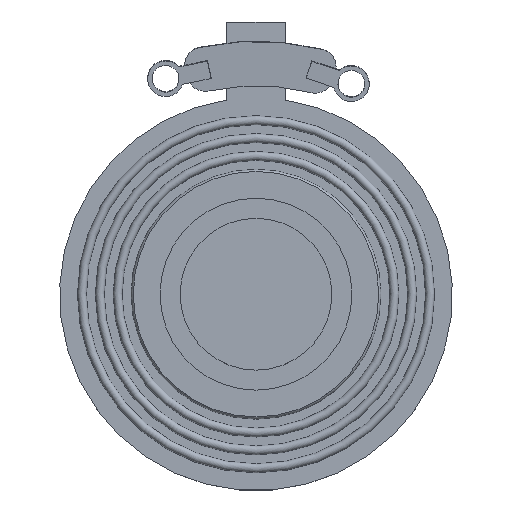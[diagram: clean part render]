
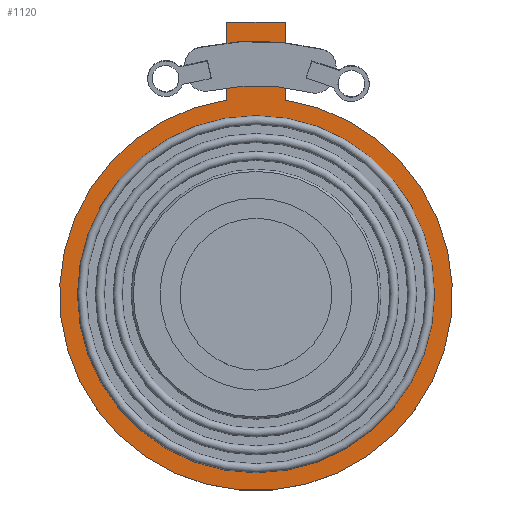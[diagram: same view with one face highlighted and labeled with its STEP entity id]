
A CAD part, top view. The second image highlights one B-rep face of the part: STEP entity #1120.
In plain terms, the highlighted planar face has unit normal (0, 0, 1).
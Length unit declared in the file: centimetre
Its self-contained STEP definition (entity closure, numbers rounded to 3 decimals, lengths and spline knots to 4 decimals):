
#572=CIRCLE('',#1179,2.);
#575=CIRCLE('',#1187,2.2);
#611=VERTEX_POINT('',#1433);
#613=VERTEX_POINT('',#1437);
#614=VERTEX_POINT('',#1441);
#616=VERTEX_POINT('',#1444);
#638=VERTEX_POINT('',#1508);
#670=VECTOR('',#1239,1.);
#672=VECTOR('',#1242,1.);
#675=VECTOR('',#1246,1.);
#702=LINE('',#1438,#670);
#704=LINE('',#1443,#672);
#707=LINE('',#1449,#675);
#734=EDGE_CURVE('',#613,#611,#702,.T.);
#736=EDGE_CURVE('',#614,#616,#704,.T.);
#739=EDGE_CURVE('',#616,#613,#707,.T.);
#761=EDGE_CURVE('',#638,#638,#572,.T.);
#764=EDGE_CURVE('',#611,#614,#575,.T.);
#866=ORIENTED_EDGE('',*,*,#761,.T.);
#867=ORIENTED_EDGE('',*,*,#764,.F.);
#868=ORIENTED_EDGE('',*,*,#734,.F.);
#869=ORIENTED_EDGE('',*,*,#739,.F.);
#870=ORIENTED_EDGE('',*,*,#736,.F.);
#997=EDGE_LOOP('',(#866));
#998=EDGE_LOOP('',(#867,#868,#869,#870));
#1069=FACE_BOUND('',#997,.T.);
#1070=FACE_BOUND('',#998,.T.);
#1120=ADVANCED_FACE('',(#1069,#1070),#1626,.T.);
#1179=AXIS2_PLACEMENT_3D('',#1507,#1311,#1312);
#1187=AXIS2_PLACEMENT_3D('',#1517,#1323,#1324);
#1188=AXIS2_PLACEMENT_3D('',#1518,#1325,$);
#1239=DIRECTION('',(0.,-1.,0.));
#1242=DIRECTION('',(0.,1.,0.));
#1246=DIRECTION('',(1.,0.,0.));
#1311=DIRECTION('',(0.,0.,-1.));
#1312=DIRECTION('',(2.,0.,0.));
#1323=DIRECTION('',(0.,0.,-1.));
#1324=DIRECTION('',(2.2,0.,0.));
#1325=DIRECTION('',(0.,0.,1.));
#1433=CARTESIAN_POINT('',(0.325,2.1759,0.8));
#1437=CARTESIAN_POINT('',(0.325,3.05,0.8));
#1438=CARTESIAN_POINT('',(0.325,1.7996,0.8));
#1441=CARTESIAN_POINT('',(-0.325,2.1759,0.8));
#1443=CARTESIAN_POINT('',(-0.325,3.05,0.8));
#1444=CARTESIAN_POINT('',(-0.325,3.05,0.8));
#1449=CARTESIAN_POINT('',(0.325,3.05,0.8));
#1507=CARTESIAN_POINT('',(0.,0.,0.8));
#1508=CARTESIAN_POINT('',(2.,0.,0.8));
#1517=CARTESIAN_POINT('',(0.,0.,0.8));
#1518=CARTESIAN_POINT('',(0.,0.,0.8));
#1626=PLANE('',#1188);
